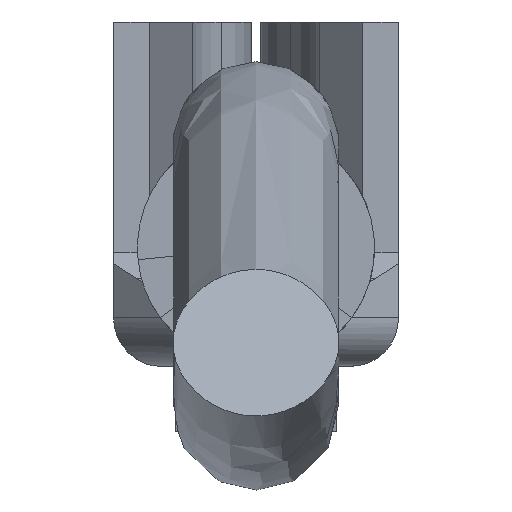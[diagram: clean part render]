
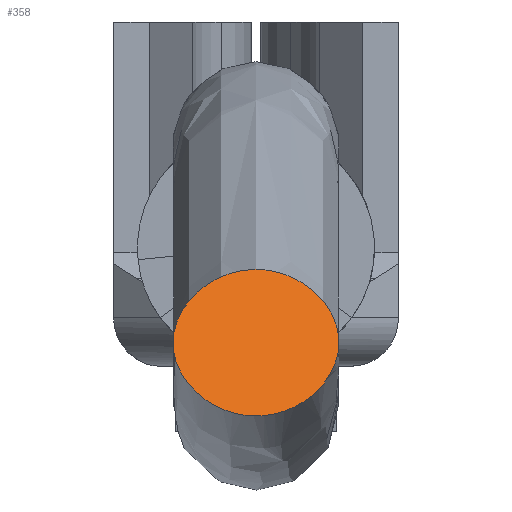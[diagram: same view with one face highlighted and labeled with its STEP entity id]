
A CAD part, front view. The second image highlights one B-rep face of the part: STEP entity #358.
In plain terms, the highlighted planar face has unit normal (0, -0.883, 0.469).
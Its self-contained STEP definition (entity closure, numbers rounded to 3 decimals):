
#233=B_SPLINE_CURVE_WITH_KNOTS('',3,(#4395,#4396,#4397,#4398,#4399,#4400,
#4401,#4402,#4403,#4404,#4405,#4406,#4407),.UNSPECIFIED.,.T.,.F.,(1,3,3,
3,3,3,1),(-0.25,0.,0.25,0.5,0.75,1.,1.25),.UNSPECIFIED.);
#358=ADVANCED_FACE('',(#540),#418,.T.);
#418=PLANE('',#2530);
#540=FACE_OUTER_BOUND('',#668,.T.);
#668=EDGE_LOOP('',(#1404));
#1404=ORIENTED_EDGE('',*,*,#1968,.T.);
#1623=VERTEX_POINT('',#4408);
#1968=EDGE_CURVE('',#1623,#1623,#233,.T.);
#2530=AXIS2_PLACEMENT_3D('',#4562,#3032,#3033);
#3032=DIRECTION('',(0.,-0.883,0.47));
#3033=DIRECTION('',(0.,-0.47,-0.883));
#4395=CARTESIAN_POINT('',(0.,-17.628,0.818));
#4396=CARTESIAN_POINT('',(-0.372,-17.629,0.818));
#4397=CARTESIAN_POINT('',(-0.7,-17.783,0.527));
#4398=CARTESIAN_POINT('',(-0.7,-17.957,0.2));
#4399=CARTESIAN_POINT('',(-0.7,-18.131,-0.127));
#4400=CARTESIAN_POINT('',(-0.37,-18.286,-0.418));
#4401=CARTESIAN_POINT('',(0.,-18.286,-0.418));
#4402=CARTESIAN_POINT('',(0.37,-18.286,-0.418));
#4403=CARTESIAN_POINT('',(0.7,-18.131,-0.127));
#4404=CARTESIAN_POINT('',(0.7,-17.957,0.2));
#4405=CARTESIAN_POINT('',(0.7,-17.783,0.527));
#4406=CARTESIAN_POINT('',(0.366,-17.628,0.819));
#4407=CARTESIAN_POINT('',(0.,-17.628,0.818));
#4408=CARTESIAN_POINT('',(0.,-17.628,0.818));
#4562=CARTESIAN_POINT('',(-1.242,-17.614,0.845));
